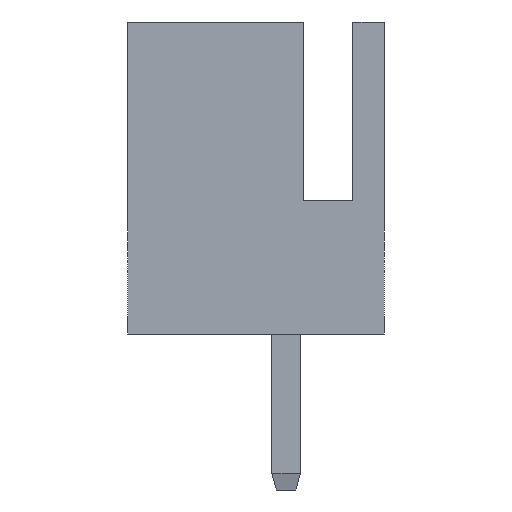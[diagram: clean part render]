
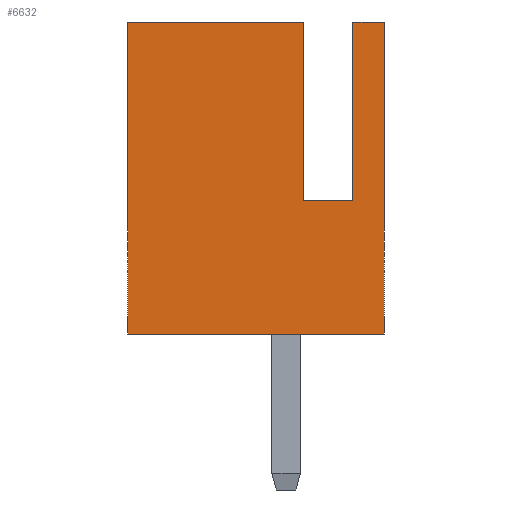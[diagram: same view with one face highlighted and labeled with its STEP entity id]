
A CAD part, left-side view. The second image highlights one B-rep face of the part: STEP entity #6632.
In plain terms, the highlighted planar face has unit normal (-1, 0, 0).
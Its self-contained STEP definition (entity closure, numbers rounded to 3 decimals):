
#48 = FACE_OUTER_BOUND ( 'NONE', #6589, .T. ) ;
#111 = LINE ( 'NONE', #4821, #5853 ) ;
#121 = DIRECTION ( 'NONE',  ( 0., -1., 0. ) ) ;
#142 = DIRECTION ( 'NONE',  ( 0., -1., 0. ) ) ;
#387 = DIRECTION ( 'NONE',  ( -1., 0., 0. ) ) ;
#461 = DIRECTION ( 'NONE',  ( 0., 1., 0. ) ) ;
#493 = VERTEX_POINT ( 'NONE', #6789 ) ;
#550 = VECTOR ( 'NONE', #4378, 1000. ) ;
#860 = DIRECTION ( 'NONE',  ( 0., 0., 1. ) ) ;
#904 = CARTESIAN_POINT ( 'NONE',  ( -2.5, -1.5, 7. ) ) ;
#1081 = ORIENTED_EDGE ( 'NONE', *, *, #3905, .F. ) ;
#1130 = CARTESIAN_POINT ( 'NONE',  ( -2.5, 3.55, 7. ) ) ;
#1183 = ORIENTED_EDGE ( 'NONE', *, *, #6821, .T. ) ;
#1186 = DIRECTION ( 'NONE',  ( 0., 0., 1. ) ) ;
#1188 = ORIENTED_EDGE ( 'NONE', *, *, #1572, .F. ) ;
#1334 = ORIENTED_EDGE ( 'NONE', *, *, #4090, .T. ) ;
#1362 = LINE ( 'NONE', #5889, #5060 ) ;
#1572 = EDGE_CURVE ( 'NONE', #1793, #2102, #1362, .T. ) ;
#1594 = ORIENTED_EDGE ( 'NONE', *, *, #6291, .T. ) ;
#1755 = DIRECTION ( 'NONE',  ( 0., 1., 0. ) ) ;
#1793 = VERTEX_POINT ( 'NONE', #1130 ) ;
#1818 = VERTEX_POINT ( 'NONE', #4766 ) ;
#1891 = ORIENTED_EDGE ( 'NONE', *, *, #5634, .T. ) ;
#2102 = VERTEX_POINT ( 'NONE', #2137 ) ;
#2137 = CARTESIAN_POINT ( 'NONE',  ( -2.5, -0.4, 7. ) ) ;
#2156 = EDGE_CURVE ( 'NONE', #6935, #3680, #2825, .T. ) ;
#2825 = LINE ( 'NONE', #5170, #3767 ) ;
#2997 = DIRECTION ( 'NONE',  ( 0., 0., -1. ) ) ;
#3117 = CARTESIAN_POINT ( 'NONE',  ( -2.5, -2.2, 0. ) ) ;
#3155 = LINE ( 'NONE', #7226, #550 ) ;
#3457 = LINE ( 'NONE', #4148, #6426 ) ;
#3464 = CARTESIAN_POINT ( 'NONE',  ( -2.5, -1.5, 0. ) ) ;
#3485 = VECTOR ( 'NONE', #2997, 1000. ) ;
#3669 = LINE ( 'NONE', #3117, #7190 ) ;
#3680 = VERTEX_POINT ( 'NONE', #904 ) ;
#3687 = ORIENTED_EDGE ( 'NONE', *, *, #3805, .T. ) ;
#3767 = VECTOR ( 'NONE', #461, 1000. ) ;
#3785 = VERTEX_POINT ( 'NONE', #5154 ) ;
#3805 = EDGE_CURVE ( 'NONE', #3680, #1818, #4650, .T. ) ;
#3905 = EDGE_CURVE ( 'NONE', #5452, #1793, #3155, .T. ) ;
#4090 = EDGE_CURVE ( 'NONE', #1818, #493, #3457, .T. ) ;
#4148 = CARTESIAN_POINT ( 'NONE',  ( -2.5, 0., 3. ) ) ;
#4378 = DIRECTION ( 'NONE',  ( 0., 0., 1. ) ) ;
#4650 = LINE ( 'NONE', #3464, #3485 ) ;
#4766 = CARTESIAN_POINT ( 'NONE',  ( -2.5, -1.5, 3. ) ) ;
#4821 = CARTESIAN_POINT ( 'NONE',  ( -2.5, -0.4, 0. ) ) ;
#4872 = CARTESIAN_POINT ( 'NONE',  ( -2.5, 0., 0. ) ) ;
#5015 = CARTESIAN_POINT ( 'NONE',  ( -2.5, 0., 0. ) ) ;
#5060 = VECTOR ( 'NONE', #142, 1000. ) ;
#5154 = CARTESIAN_POINT ( 'NONE',  ( -2.5, -2.2, 0. ) ) ;
#5170 = CARTESIAN_POINT ( 'NONE',  ( -2.5, 0., 7. ) ) ;
#5452 = VERTEX_POINT ( 'NONE', #5637 ) ;
#5480 = AXIS2_PLACEMENT_3D ( 'NONE', #5015, #387, #7356 ) ;
#5634 = EDGE_CURVE ( 'NONE', #5452, #3785, #5904, .T. ) ;
#5637 = CARTESIAN_POINT ( 'NONE',  ( -2.5, 3.55, 0. ) ) ;
#5853 = VECTOR ( 'NONE', #1186, 1000. ) ;
#5889 = CARTESIAN_POINT ( 'NONE',  ( -2.5, 0., 7. ) ) ;
#5904 = LINE ( 'NONE', #4872, #6260 ) ;
#6260 = VECTOR ( 'NONE', #121, 1000. ) ;
#6291 = EDGE_CURVE ( 'NONE', #3785, #6935, #3669, .T. ) ;
#6426 = VECTOR ( 'NONE', #1755, 1000. ) ;
#6589 = EDGE_LOOP ( 'NONE', ( #3687, #1334, #1183, #1188, #1081, #1891, #1594, #6814 ) ) ;
#6632 = ADVANCED_FACE ( 'NONE', ( #48 ), #7062, .T. ) ;
#6789 = CARTESIAN_POINT ( 'NONE',  ( -2.5, -0.4, 3. ) ) ;
#6814 = ORIENTED_EDGE ( 'NONE', *, *, #2156, .T. ) ;
#6821 = EDGE_CURVE ( 'NONE', #493, #2102, #111, .T. ) ;
#6935 = VERTEX_POINT ( 'NONE', #7204 ) ;
#7062 = PLANE ( 'NONE',  #5480 ) ;
#7190 = VECTOR ( 'NONE', #860, 1000. ) ;
#7204 = CARTESIAN_POINT ( 'NONE',  ( -2.5, -2.2, 7. ) ) ;
#7226 = CARTESIAN_POINT ( 'NONE',  ( -2.5, 3.55, 0. ) ) ;
#7356 = DIRECTION ( 'NONE',  ( 0., 0., 1. ) ) ;
